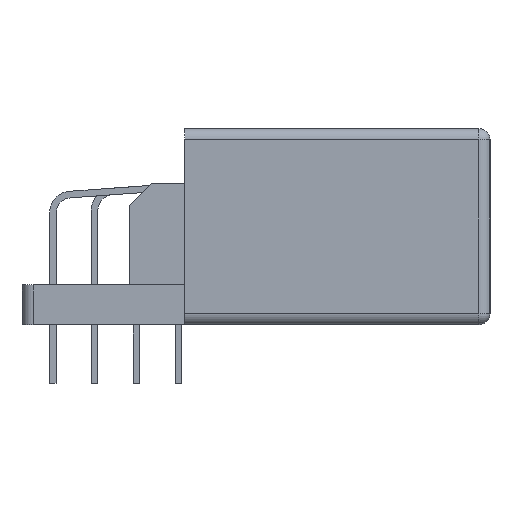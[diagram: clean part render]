
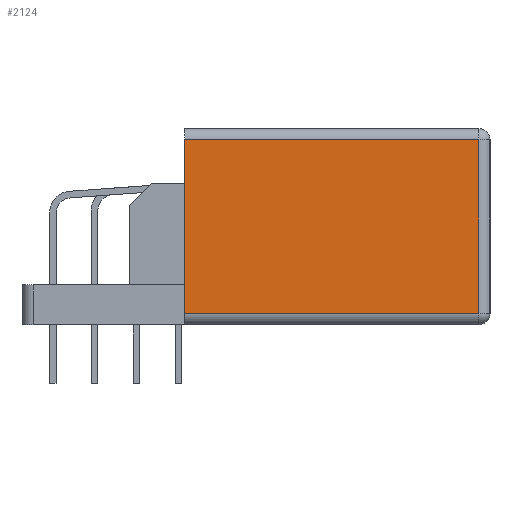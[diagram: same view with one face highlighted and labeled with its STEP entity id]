
A CAD part, left-side view. The second image highlights one B-rep face of the part: STEP entity #2124.
In plain terms, the highlighted planar face has unit normal (-1, 0, 0).
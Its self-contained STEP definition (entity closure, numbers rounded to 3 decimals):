
#2124=ADVANCED_FACE('',(#4916),#4917,.F.);
#4916=FACE_OUTER_BOUND('',#8728,.T.);
#4917=PLANE('',#8729);
#8728=EDGE_LOOP('',(#12809,#12810,#12811,#12812));
#8729=AXIS2_PLACEMENT_3D('',#12813,#12814,#12815);
#12809=ORIENTED_EDGE('',*,*,#23046,.T.);
#12810=ORIENTED_EDGE('',*,*,#23398,.T.);
#12811=ORIENTED_EDGE('',*,*,#23399,.T.);
#12812=ORIENTED_EDGE('',*,*,#23400,.T.);
#12813=CARTESIAN_POINT('',(-25.0,-5.594,8.9));
#12814=DIRECTION('',(1.0,0.0,0.0));
#12815=DIRECTION('',(0.0,0.0,-1.0));
#23046=EDGE_CURVE('',#27210,#27208,#27211,.T.);
#23398=EDGE_CURVE('',#27208,#27157,#27906,.T.);
#23399=EDGE_CURVE('',#27157,#27907,#27908,.F.);
#23400=EDGE_CURVE('',#27907,#27210,#27909,.F.);
#27157=VERTEX_POINT('',#33151);
#27208=VERTEX_POINT('',#33224);
#27210=VERTEX_POINT('',#33226);
#27211=LINE('',#33227,#33228);
#27906=LINE('',#34268,#34269);
#27907=VERTEX_POINT('',#34270);
#27908=LINE('',#34271,#34272);
#27909=LINE('',#34273,#34274);
#33151=CARTESIAN_POINT('',(-25.0,-18.944,0.5));
#33224=CARTESIAN_POINT('',(-25.0,-5.594,0.5));
#33226=CARTESIAN_POINT('',(-25.0,-5.594,8.4));
#33227=CARTESIAN_POINT('',(-25.0,-5.594,8.9));
#33228=VECTOR('',#42090,1.0);
#34268=CARTESIAN_POINT('',(-25.0,-5.594,0.5));
#34269=VECTOR('',#42445,1.0);
#34270=CARTESIAN_POINT('',(-25.0,-18.944,8.4));
#34271=CARTESIAN_POINT('',(-25.0,-18.944,8.9));
#34272=VECTOR('',#42446,1.0);
#34273=CARTESIAN_POINT('',(-25.0,-5.594,8.4));
#34274=VECTOR('',#42447,1.0);
#42090=DIRECTION('',(0.0,0.0,-1.0));
#42445=DIRECTION('',(0.0,-1.0,0.0));
#42446=DIRECTION('',(0.0,0.0,-1.0));
#42447=DIRECTION('',(0.0,-1.0,0.0));
